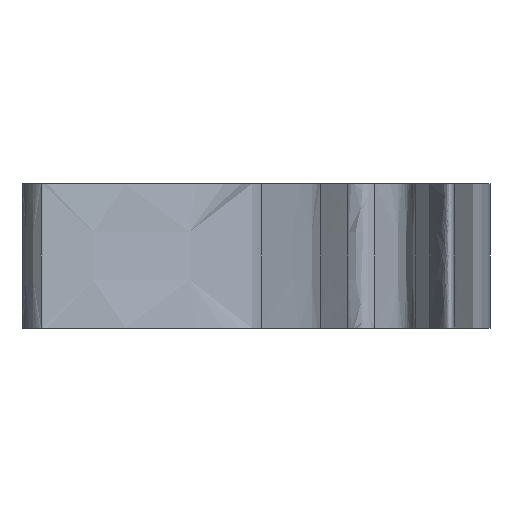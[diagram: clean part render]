
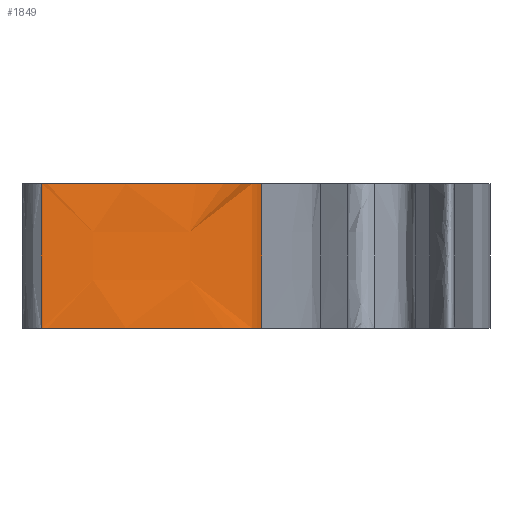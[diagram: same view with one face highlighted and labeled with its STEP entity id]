
A CAD part, front view. The second image highlights one B-rep face of the part: STEP entity #1849.
In plain terms, the highlighted face is a extrusion surface.
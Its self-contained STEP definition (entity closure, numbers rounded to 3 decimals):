
#44 = PLANE('',#45);
#45 = AXIS2_PLACEMENT_3D('',#46,#47,#48);
#46 = CARTESIAN_POINT('',(-1.704,-10.839,0.));
#47 = DIRECTION('',(-0.,-0.,-1.));
#48 = DIRECTION('',(-1.,0.,0.));
#95 = PLANE('',#96);
#96 = AXIS2_PLACEMENT_3D('',#97,#98,#99);
#97 = CARTESIAN_POINT('',(-1.704,-10.839,5.));
#98 = DIRECTION('',(0.,0.,1.));
#99 = DIRECTION('',(1.,0.,0.));
#394 = VERTEX_POINT('',#395);
#395 = CARTESIAN_POINT('',(-3.928,-35.913,0.));
#411 = SURFACE_OF_LINEAR_EXTRUSION('',#412,#417);
#412 = B_SPLINE_CURVE_WITH_KNOTS('',3,(#413,#414,#415,#416),
  .UNSPECIFIED.,.F.,.F.,(4,4),(0.,1.),.PIECEWISE_BEZIER_KNOTS.);
#413 = CARTESIAN_POINT('',(-3.928,-35.913,0.));
#414 = CARTESIAN_POINT('',(-2.652,-33.338,0.));
#415 = CARTESIAN_POINT('',(-2.014,-32.912,0.));
#416 = CARTESIAN_POINT('',(-1.896,-31.164,0.));
#417 = VECTOR('',#418,1.);
#418 = DIRECTION('',(-0.,-0.,-1.));
#426 = EDGE_CURVE('',#427,#394,#429,.T.);
#427 = VERTEX_POINT('',#428);
#428 = CARTESIAN_POINT('',(-11.582,-39.716,0.));
#429 = SURFACE_CURVE('',#430,(#435,#443),.PCURVE_S1.);
#430 = B_SPLINE_CURVE_WITH_KNOTS('',3,(#431,#432,#433,#434),
  .UNSPECIFIED.,.F.,.F.,(4,4),(0.,1.),.PIECEWISE_BEZIER_KNOTS.);
#431 = CARTESIAN_POINT('',(-11.582,-39.716,0.));
#432 = CARTESIAN_POINT('',(-11.346,-39.81,0.));
#433 = CARTESIAN_POINT('',(-5.204,-38.488,0.));
#434 = CARTESIAN_POINT('',(-3.928,-35.913,0.));
#435 = PCURVE('',#44,#436);
#436 = DEFINITIONAL_REPRESENTATION('',(#437),#442);
#437 = B_SPLINE_CURVE_WITH_KNOTS('',3,(#438,#439,#440,#441),
  .UNSPECIFIED.,.F.,.F.,(4,4),(0.,1.),.PIECEWISE_BEZIER_KNOTS.);
#438 = CARTESIAN_POINT('',(9.878,-28.877));
#439 = CARTESIAN_POINT('',(9.642,-28.971));
#440 = CARTESIAN_POINT('',(3.5,-27.649));
#441 = CARTESIAN_POINT('',(2.224,-25.074));
#442 = ( GEOMETRIC_REPRESENTATION_CONTEXT(2) 
PARAMETRIC_REPRESENTATION_CONTEXT() REPRESENTATION_CONTEXT('2D SPACE',''
  ) );
#443 = PCURVE('',#444,#452);
#444 = SURFACE_OF_LINEAR_EXTRUSION('',#445,#450);
#445 = B_SPLINE_CURVE_WITH_KNOTS('',3,(#446,#447,#448,#449),
  .UNSPECIFIED.,.F.,.F.,(4,4),(0.,1.),.PIECEWISE_BEZIER_KNOTS.);
#446 = CARTESIAN_POINT('',(-11.582,-39.716,0.));
#447 = CARTESIAN_POINT('',(-11.346,-39.81,0.));
#448 = CARTESIAN_POINT('',(-5.204,-38.488,0.));
#449 = CARTESIAN_POINT('',(-3.928,-35.913,0.));
#450 = VECTOR('',#451,1.);
#451 = DIRECTION('',(-0.,-0.,-1.));
#452 = DEFINITIONAL_REPRESENTATION('',(#453),#457);
#453 = LINE('',#454,#455);
#454 = CARTESIAN_POINT('',(0.,0.));
#455 = VECTOR('',#456,1.);
#456 = DIRECTION('',(1.,0.));
#457 = ( GEOMETRIC_REPRESENTATION_CONTEXT(2) 
PARAMETRIC_REPRESENTATION_CONTEXT() REPRESENTATION_CONTEXT('2D SPACE',''
  ) );
#477 = SURFACE_OF_LINEAR_EXTRUSION('',#478,#483);
#478 = B_SPLINE_CURVE_WITH_KNOTS('',3,(#479,#480,#481,#482),
  .UNSPECIFIED.,.F.,.F.,(4,4),(0.,1.),.PIECEWISE_BEZIER_KNOTS.);
#479 = CARTESIAN_POINT('',(-12.243,-38.7,0.));
#480 = CARTESIAN_POINT('',(-12.22,-39.102,0.));
#481 = CARTESIAN_POINT('',(-11.818,-39.621,0.));
#482 = CARTESIAN_POINT('',(-11.582,-39.716,0.));
#483 = VECTOR('',#484,1.);
#484 = DIRECTION('',(-0.,-0.,-1.));
#1204 = VERTEX_POINT('',#1205);
#1205 = CARTESIAN_POINT('',(-11.582,-39.716,5.));
#1228 = EDGE_CURVE('',#1204,#1229,#1231,.T.);
#1229 = VERTEX_POINT('',#1230);
#1230 = CARTESIAN_POINT('',(-3.928,-35.913,5.));
#1231 = SURFACE_CURVE('',#1232,(#1237,#1245),.PCURVE_S1.);
#1232 = B_SPLINE_CURVE_WITH_KNOTS('',3,(#1233,#1234,#1235,#1236),
  .UNSPECIFIED.,.F.,.F.,(4,4),(0.,1.),.PIECEWISE_BEZIER_KNOTS.);
#1233 = CARTESIAN_POINT('',(-11.582,-39.716,5.));
#1234 = CARTESIAN_POINT('',(-11.346,-39.81,5.));
#1235 = CARTESIAN_POINT('',(-5.204,-38.488,5.));
#1236 = CARTESIAN_POINT('',(-3.928,-35.913,5.));
#1237 = PCURVE('',#95,#1238);
#1238 = DEFINITIONAL_REPRESENTATION('',(#1239),#1244);
#1239 = B_SPLINE_CURVE_WITH_KNOTS('',3,(#1240,#1241,#1242,#1243),
  .UNSPECIFIED.,.F.,.F.,(4,4),(0.,1.),.PIECEWISE_BEZIER_KNOTS.);
#1240 = CARTESIAN_POINT('',(-9.878,-28.877));
#1241 = CARTESIAN_POINT('',(-9.642,-28.971));
#1242 = CARTESIAN_POINT('',(-3.5,-27.649));
#1243 = CARTESIAN_POINT('',(-2.224,-25.074));
#1244 = ( GEOMETRIC_REPRESENTATION_CONTEXT(2) 
PARAMETRIC_REPRESENTATION_CONTEXT() REPRESENTATION_CONTEXT('2D SPACE',''
  ) );
#1245 = PCURVE('',#444,#1246);
#1246 = DEFINITIONAL_REPRESENTATION('',(#1247),#1251);
#1247 = LINE('',#1248,#1249);
#1248 = CARTESIAN_POINT('',(0.,-5.));
#1249 = VECTOR('',#1250,1.);
#1250 = DIRECTION('',(1.,0.));
#1251 = ( GEOMETRIC_REPRESENTATION_CONTEXT(2) 
PARAMETRIC_REPRESENTATION_CONTEXT() REPRESENTATION_CONTEXT('2D SPACE',''
  ) );
#1799 = EDGE_CURVE('',#394,#1229,#1800,.T.);
#1800 = SURFACE_CURVE('',#1801,(#1805,#1812),.PCURVE_S1.);
#1801 = LINE('',#1802,#1803);
#1802 = CARTESIAN_POINT('',(-3.928,-35.913,0.));
#1803 = VECTOR('',#1804,1.);
#1804 = DIRECTION('',(0.,0.,1.));
#1805 = PCURVE('',#411,#1806);
#1806 = DEFINITIONAL_REPRESENTATION('',(#1807),#1811);
#1807 = LINE('',#1808,#1809);
#1808 = CARTESIAN_POINT('',(0.,0.));
#1809 = VECTOR('',#1810,1.);
#1810 = DIRECTION('',(0.,-1.));
#1811 = ( GEOMETRIC_REPRESENTATION_CONTEXT(2) 
PARAMETRIC_REPRESENTATION_CONTEXT() REPRESENTATION_CONTEXT('2D SPACE',''
  ) );
#1812 = PCURVE('',#444,#1813);
#1813 = DEFINITIONAL_REPRESENTATION('',(#1814),#1818);
#1814 = LINE('',#1815,#1816);
#1815 = CARTESIAN_POINT('',(1.,0.));
#1816 = VECTOR('',#1817,1.);
#1817 = DIRECTION('',(0.,-1.));
#1818 = ( GEOMETRIC_REPRESENTATION_CONTEXT(2) 
PARAMETRIC_REPRESENTATION_CONTEXT() REPRESENTATION_CONTEXT('2D SPACE',''
  ) );
#1849 = ADVANCED_FACE('',(#1850),#444,.F.);
#1850 = FACE_BOUND('',#1851,.F.);
#1851 = EDGE_LOOP('',(#1852,#1873,#1874,#1875));
#1852 = ORIENTED_EDGE('',*,*,#1853,.T.);
#1853 = EDGE_CURVE('',#427,#1204,#1854,.T.);
#1854 = SURFACE_CURVE('',#1855,(#1859,#1866),.PCURVE_S1.);
#1855 = LINE('',#1856,#1857);
#1856 = CARTESIAN_POINT('',(-11.582,-39.716,0.));
#1857 = VECTOR('',#1858,1.);
#1858 = DIRECTION('',(0.,0.,1.));
#1859 = PCURVE('',#444,#1860);
#1860 = DEFINITIONAL_REPRESENTATION('',(#1861),#1865);
#1861 = LINE('',#1862,#1863);
#1862 = CARTESIAN_POINT('',(0.,0.));
#1863 = VECTOR('',#1864,1.);
#1864 = DIRECTION('',(0.,-1.));
#1865 = ( GEOMETRIC_REPRESENTATION_CONTEXT(2) 
PARAMETRIC_REPRESENTATION_CONTEXT() REPRESENTATION_CONTEXT('2D SPACE',''
  ) );
#1866 = PCURVE('',#477,#1867);
#1867 = DEFINITIONAL_REPRESENTATION('',(#1868),#1872);
#1868 = LINE('',#1869,#1870);
#1869 = CARTESIAN_POINT('',(1.,0.));
#1870 = VECTOR('',#1871,1.);
#1871 = DIRECTION('',(0.,-1.));
#1872 = ( GEOMETRIC_REPRESENTATION_CONTEXT(2) 
PARAMETRIC_REPRESENTATION_CONTEXT() REPRESENTATION_CONTEXT('2D SPACE',''
  ) );
#1873 = ORIENTED_EDGE('',*,*,#1228,.T.);
#1874 = ORIENTED_EDGE('',*,*,#1799,.F.);
#1875 = ORIENTED_EDGE('',*,*,#426,.F.);
